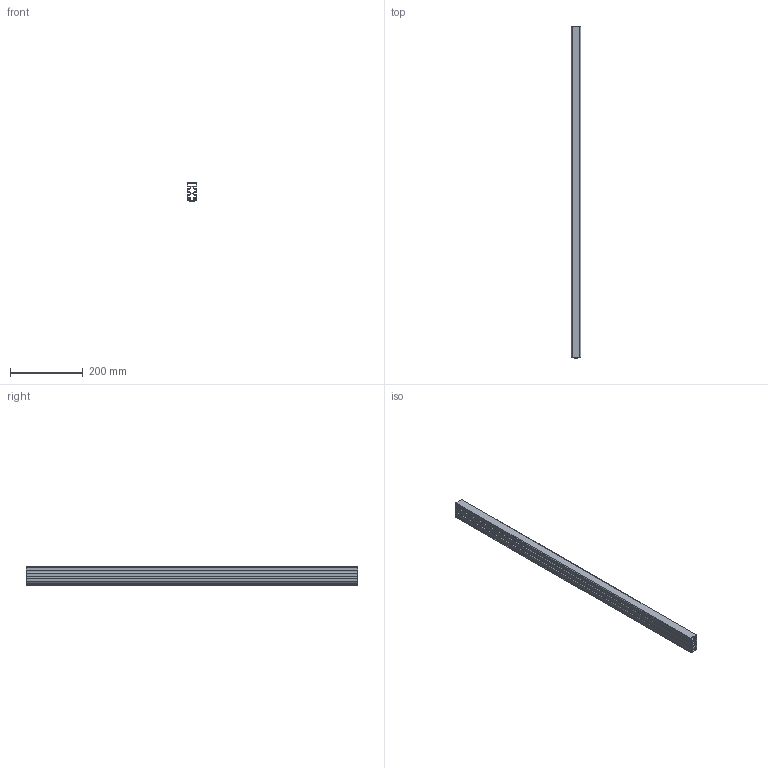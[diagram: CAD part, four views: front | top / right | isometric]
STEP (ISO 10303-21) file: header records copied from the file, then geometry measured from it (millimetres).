
FILE_DESCRIPTION (( 'STEP AP214' ), '1' );
FILE_NAME ('am-3478-3 3ft Walnut Extrusion Rev 2.STEP', '2017-11-17T19:00:09', ( '' ), ( '' ), 'SwSTEP 2.0', 'SolidWorks 2017', '' );
FILE_SCHEMA (( 'AUTOMOTIVE_DESIGN' ));
Length unit declared in the file: inch
Products named in the file (2): am-3478-3 3ft Walnut Extrusion Rev 2
Bounding box: 25.4 x 914.4 x 50.8 mm (x, y, z)
Volume: 336161.2 mm3; surface area: 416460.4 mm2
Topology: 1 solids, 1 shells, 108 faces, 318 edges, 212 vertices
Faces by surface type: cylinder 86, plane 22
Entity records: 3761 total; most frequent: DIRECTION 710, CARTESIAN_POINT 640, ORIENTED_EDGE 636, EDGE_CURVE 318, AXIS2_PLACEMENT_3D 282, VERTEX_POINT 212, CIRCLE 172, VECTOR 146
